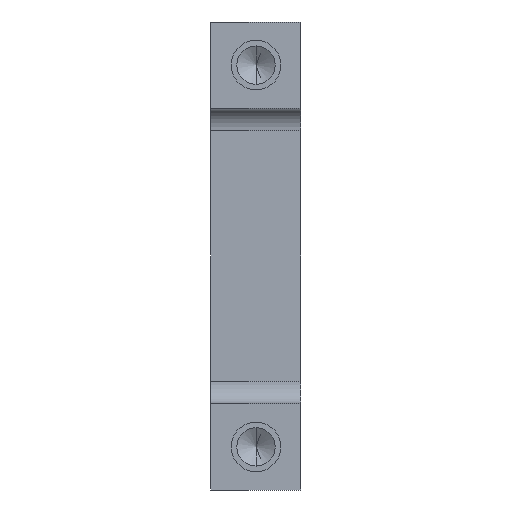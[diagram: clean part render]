
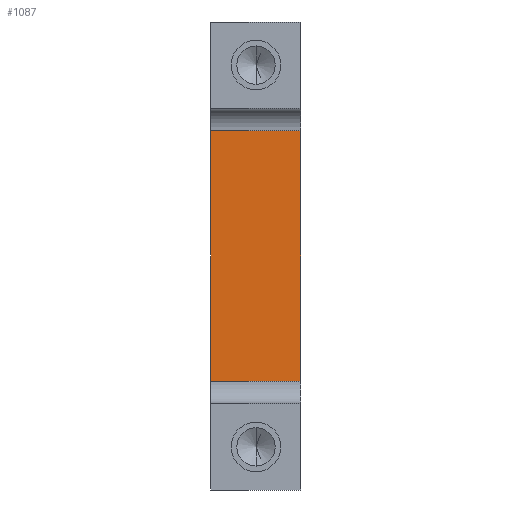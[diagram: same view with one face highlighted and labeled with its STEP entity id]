
A CAD part, left-side view. The second image highlights one B-rep face of the part: STEP entity #1087.
In plain terms, the highlighted planar face has unit normal (-1, 0, 0).
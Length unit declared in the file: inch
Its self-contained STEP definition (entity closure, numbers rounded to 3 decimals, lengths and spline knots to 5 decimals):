
#102 = EDGE_LOOP ( 'NONE', ( #1318, #256, #1529, #1716 ) ) ;
#211 = DIRECTION ( 'NONE',  ( 0., 0., 1. ) ) ;
#244 = VECTOR ( 'NONE', #211, 39.37008 ) ;
#251 = PLANE ( 'NONE',  #1233 ) ;
#256 = ORIENTED_EDGE ( 'NONE', *, *, #1467, .F. ) ;
#258 = CARTESIAN_POINT ( 'NONE',  ( -0.535, 0.25, -0.348 ) ) ;
#326 = VECTOR ( 'NONE', #2122, 39.37008 ) ;
#401 = CARTESIAN_POINT ( 'NONE',  ( -0.535, 0.25, 0.348 ) ) ;
#407 = CARTESIAN_POINT ( 'NONE',  ( -0.535, 0.25, -0.348 ) ) ;
#418 = CARTESIAN_POINT ( 'NONE',  ( -0.535, 0., 0.348 ) ) ;
#441 = DIRECTION ( 'NONE',  ( 0., 0., -1. ) ) ;
#660 = FACE_OUTER_BOUND ( 'NONE', #102, .T. ) ;
#711 = VECTOR ( 'NONE', #1776, 39.37008 ) ;
#726 = VERTEX_POINT ( 'NONE', #2136 ) ;
#744 = LINE ( 'NONE', #1201, #244 ) ;
#749 = VECTOR ( 'NONE', #2345, 39.37008 ) ;
#764 = EDGE_CURVE ( 'NONE', #1740, #1459, #744, .T. ) ;
#845 = LINE ( 'NONE', #407, #326 ) ;
#898 = EDGE_CURVE ( 'NONE', #726, #1327, #1254, .T. ) ;
#1087 = ADVANCED_FACE ( 'NONE', ( #660 ), #251, .F. ) ;
#1201 = CARTESIAN_POINT ( 'NONE',  ( -0.535, 0., -0.348 ) ) ;
#1233 = AXIS2_PLACEMENT_3D ( 'NONE', #258, #1588, #441 ) ;
#1254 = LINE ( 'NONE', #1816, #749 ) ;
#1318 = ORIENTED_EDGE ( 'NONE', *, *, #764, .T. ) ;
#1327 = VERTEX_POINT ( 'NONE', #401 ) ;
#1456 = EDGE_CURVE ( 'NONE', #726, #1740, #845, .T. ) ;
#1459 = VERTEX_POINT ( 'NONE', #418 ) ;
#1467 = EDGE_CURVE ( 'NONE', #1327, #1459, #2275, .T. ) ;
#1529 = ORIENTED_EDGE ( 'NONE', *, *, #898, .F. ) ;
#1588 = DIRECTION ( 'NONE',  ( 1., 0., 0. ) ) ;
#1716 = ORIENTED_EDGE ( 'NONE', *, *, #1456, .T. ) ;
#1740 = VERTEX_POINT ( 'NONE', #2317 ) ;
#1776 = DIRECTION ( 'NONE',  ( 0., -1., 0. ) ) ;
#1816 = CARTESIAN_POINT ( 'NONE',  ( -0.535, 0.25, -0.348 ) ) ;
#2122 = DIRECTION ( 'NONE',  ( 0., -1., 0. ) ) ;
#2129 = CARTESIAN_POINT ( 'NONE',  ( -0.535, 0.25, 0.348 ) ) ;
#2136 = CARTESIAN_POINT ( 'NONE',  ( -0.535, 0.25, -0.348 ) ) ;
#2275 = LINE ( 'NONE', #2129, #711 ) ;
#2317 = CARTESIAN_POINT ( 'NONE',  ( -0.535, 0., -0.348 ) ) ;
#2345 = DIRECTION ( 'NONE',  ( 0., 0., 1. ) ) ;
